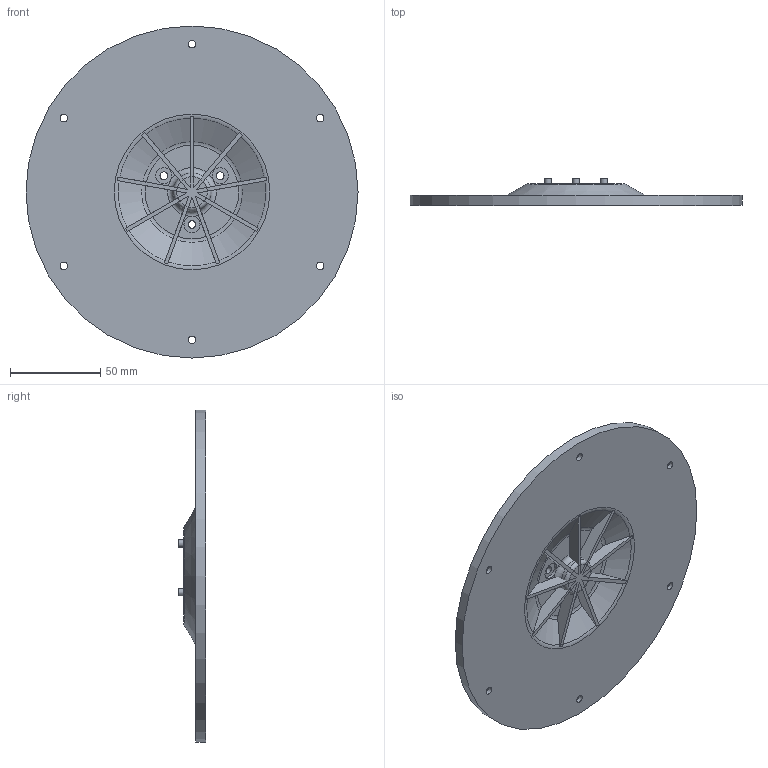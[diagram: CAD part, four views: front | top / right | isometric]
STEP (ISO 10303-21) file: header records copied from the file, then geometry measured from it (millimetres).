
FILE_DESCRIPTION(/* description */ (''),/* implementation_level */ '2;1');
FILE_NAME(/* name */ 'navimow_6_blade_cut_disc.step',/* time_stamp */ '2023-08-10T16:08:37+02:00',/* author */ (''),/* organization */ (''),/* preprocessor_version */ 'ST-DEVELOPER v19.2',/* originating_system */ 'Autodesk Translation Framework v12.6.0.85',/* authorisation */ '');
FILE_SCHEMA (('AUTOMOTIVE_DESIGN { 1 0 10303 214 3 1 1 }'));
Length unit declared in the file: millimetre
Products named in the file (2): navimow_cut_disc_edited_+10mm_with_support; navimow_cut_disc v5
Assembly tree (1 placements, depth 2):
  navimow_cut_disc_edited_+10mm_with_support
    navimow_cut_disc v5
Bounding box: 184 x 15 x 184 mm (x, y, z)
Volume: 115325.3 mm3; surface area: 64159.3 mm2
Topology: 2 solids, 2 shells, 153 faces, 396 edges, 264 vertices
Faces by surface type: plane 84, cylinder 39, torus 19, cone 11
Full cylindrical faces by diameter (mm): 4 x3, 4.3 x9, 9 x3, 16.5 x1, 21 x1, 184 x1
Entity records: 4859 total; most frequent: CARTESIAN_POINT 960, DIRECTION 811, ORIENTED_EDGE 792, EDGE_CURVE 396, AXIS2_PLACEMENT_3D 289, VERTEX_POINT 264, LINE 233, VECTOR 233
